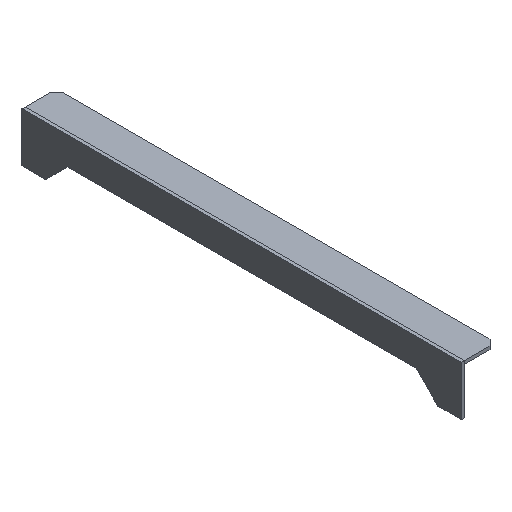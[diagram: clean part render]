
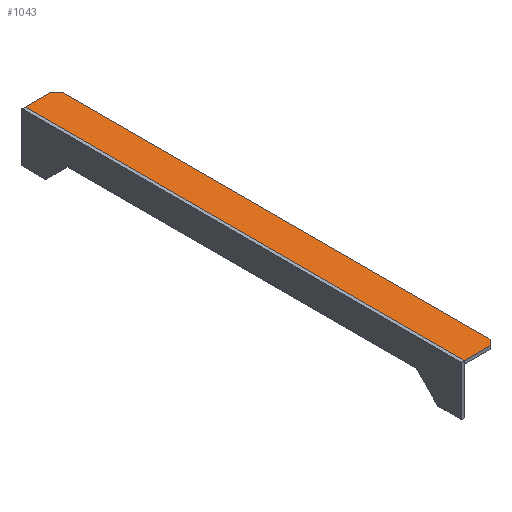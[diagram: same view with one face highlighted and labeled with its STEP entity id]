
A CAD part, isometric view. The second image highlights one B-rep face of the part: STEP entity #1043.
In plain terms, the highlighted planar face has unit normal (0, 0, 1).
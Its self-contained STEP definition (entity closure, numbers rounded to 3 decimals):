
#708 = PLANE('',#709);
#709 = AXIS2_PLACEMENT_3D('',#710,#711,#712);
#710 = CARTESIAN_POINT('',(-116.,799.,0.));
#711 = DIRECTION('',(0.,1.,0.));
#712 = DIRECTION('',(1.,0.,0.));
#733 = VERTEX_POINT('',#734);
#734 = CARTESIAN_POINT('',(-116.,799.,11.5));
#748 = PLANE('',#749);
#749 = AXIS2_PLACEMENT_3D('',#750,#751,#752);
#750 = CARTESIAN_POINT('',(-116.,-799.,0.));
#751 = DIRECTION('',(-1.,0.,0.));
#752 = DIRECTION('',(0.,1.,0.));
#760 = EDGE_CURVE('',#733,#761,#763,.T.);
#761 = VERTEX_POINT('',#762);
#762 = CARTESIAN_POINT('',(-23.5,799.,11.5));
#763 = SURFACE_CURVE('',#764,(#768,#775),.PCURVE_S1.);
#764 = LINE('',#765,#766);
#765 = CARTESIAN_POINT('',(-116.,799.,11.5));
#766 = VECTOR('',#767,1.);
#767 = DIRECTION('',(1.,0.,0.));
#768 = PCURVE('',#708,#769);
#769 = DEFINITIONAL_REPRESENTATION('',(#770),#774);
#770 = LINE('',#771,#772);
#771 = CARTESIAN_POINT('',(0.,-11.5));
#772 = VECTOR('',#773,1.);
#773 = DIRECTION('',(1.,0.));
#774 = ( GEOMETRIC_REPRESENTATION_CONTEXT(2) 
PARAMETRIC_REPRESENTATION_CONTEXT() REPRESENTATION_CONTEXT('2D SPACE',''
  ) );
#775 = PCURVE('',#776,#781);
#776 = PLANE('',#777);
#777 = AXIS2_PLACEMENT_3D('',#778,#779,#780);
#778 = CARTESIAN_POINT('',(-58.75,0.,11.5));
#779 = DIRECTION('',(-0.,-0.,-1.));
#780 = DIRECTION('',(-1.,0.,0.));
#781 = DEFINITIONAL_REPRESENTATION('',(#782),#786);
#782 = LINE('',#783,#784);
#783 = CARTESIAN_POINT('',(57.25,799.));
#784 = VECTOR('',#785,1.);
#785 = DIRECTION('',(-1.,0.));
#786 = ( GEOMETRIC_REPRESENTATION_CONTEXT(2) 
PARAMETRIC_REPRESENTATION_CONTEXT() REPRESENTATION_CONTEXT('2D SPACE',''
  ) );
#802 = PLANE('',#803);
#803 = AXIS2_PLACEMENT_3D('',#804,#805,#806);
#804 = CARTESIAN_POINT('',(-12.5,788.,0.));
#805 = DIRECTION('',(0.707,0.707,0.));
#806 = DIRECTION('',(0.,0.,1.));
#857 = PLANE('',#858);
#858 = AXIS2_PLACEMENT_3D('',#859,#860,#861);
#859 = CARTESIAN_POINT('',(-1.5,799.,0.));
#860 = DIRECTION('',(1.,0.,0.));
#861 = DIRECTION('',(0.,-1.,0.));
#885 = PLANE('',#886);
#886 = AXIS2_PLACEMENT_3D('',#887,#888,#889);
#887 = CARTESIAN_POINT('',(-12.5,-788.,0.));
#888 = DIRECTION('',(0.707,-0.707,0.));
#889 = DIRECTION('',(0.,0.,1.));
#913 = PLANE('',#914);
#914 = AXIS2_PLACEMENT_3D('',#915,#916,#917);
#915 = CARTESIAN_POINT('',(-1.5,-799.,0.));
#916 = DIRECTION('',(0.,-1.,0.));
#917 = DIRECTION('',(-1.,0.,0.));
#951 = EDGE_CURVE('',#761,#952,#954,.T.);
#952 = VERTEX_POINT('',#953);
#953 = CARTESIAN_POINT('',(-1.5,777.,11.5));
#954 = SURFACE_CURVE('',#955,(#959,#966),.PCURVE_S1.);
#955 = LINE('',#956,#957);
#956 = CARTESIAN_POINT('',(172.938,602.563,11.5));
#957 = VECTOR('',#958,1.);
#958 = DIRECTION('',(0.707,-0.707,0.));
#959 = PCURVE('',#802,#960);
#960 = DEFINITIONAL_REPRESENTATION('',(#961),#965);
#961 = LINE('',#962,#963);
#962 = CARTESIAN_POINT('',(11.5,262.248));
#963 = VECTOR('',#964,1.);
#964 = DIRECTION('',(0.,1.));
#965 = ( GEOMETRIC_REPRESENTATION_CONTEXT(2) 
PARAMETRIC_REPRESENTATION_CONTEXT() REPRESENTATION_CONTEXT('2D SPACE',''
  ) );
#966 = PCURVE('',#776,#967);
#967 = DEFINITIONAL_REPRESENTATION('',(#968),#972);
#968 = LINE('',#969,#970);
#969 = CARTESIAN_POINT('',(-231.688,602.563));
#970 = VECTOR('',#971,1.);
#971 = DIRECTION('',(-0.707,-0.707));
#972 = ( GEOMETRIC_REPRESENTATION_CONTEXT(2) 
PARAMETRIC_REPRESENTATION_CONTEXT() REPRESENTATION_CONTEXT('2D SPACE',''
  ) );
#999 = VERTEX_POINT('',#1000);
#1000 = CARTESIAN_POINT('',(-116.,-799.,11.5));
#1021 = EDGE_CURVE('',#999,#733,#1022,.T.);
#1022 = SURFACE_CURVE('',#1023,(#1027,#1034),.PCURVE_S1.);
#1023 = LINE('',#1024,#1025);
#1024 = CARTESIAN_POINT('',(-116.,-799.,11.5));
#1025 = VECTOR('',#1026,1.);
#1026 = DIRECTION('',(0.,1.,0.));
#1027 = PCURVE('',#748,#1028);
#1028 = DEFINITIONAL_REPRESENTATION('',(#1029),#1033);
#1029 = LINE('',#1030,#1031);
#1030 = CARTESIAN_POINT('',(0.,-11.5));
#1031 = VECTOR('',#1032,1.);
#1032 = DIRECTION('',(1.,0.));
#1033 = ( GEOMETRIC_REPRESENTATION_CONTEXT(2) 
PARAMETRIC_REPRESENTATION_CONTEXT() REPRESENTATION_CONTEXT('2D SPACE',''
  ) );
#1034 = PCURVE('',#776,#1035);
#1035 = DEFINITIONAL_REPRESENTATION('',(#1036),#1040);
#1036 = LINE('',#1037,#1038);
#1037 = CARTESIAN_POINT('',(57.25,-799.));
#1038 = VECTOR('',#1039,1.);
#1039 = DIRECTION('',(0.,1.));
#1040 = ( GEOMETRIC_REPRESENTATION_CONTEXT(2) 
PARAMETRIC_REPRESENTATION_CONTEXT() REPRESENTATION_CONTEXT('2D SPACE',''
  ) );
#1043 = ADVANCED_FACE('',(#1044),#776,.F.);
#1044 = FACE_BOUND('',#1045,.F.);
#1045 = EDGE_LOOP('',(#1046,#1047,#1048,#1071,#1094,#1115));
#1046 = ORIENTED_EDGE('',*,*,#760,.T.);
#1047 = ORIENTED_EDGE('',*,*,#951,.T.);
#1048 = ORIENTED_EDGE('',*,*,#1049,.T.);
#1049 = EDGE_CURVE('',#952,#1050,#1052,.T.);
#1050 = VERTEX_POINT('',#1051);
#1051 = CARTESIAN_POINT('',(-1.5,-777.,11.5));
#1052 = SURFACE_CURVE('',#1053,(#1057,#1064),.PCURVE_S1.);
#1053 = LINE('',#1054,#1055);
#1054 = CARTESIAN_POINT('',(-1.5,799.,11.5));
#1055 = VECTOR('',#1056,1.);
#1056 = DIRECTION('',(0.,-1.,0.));
#1057 = PCURVE('',#776,#1058);
#1058 = DEFINITIONAL_REPRESENTATION('',(#1059),#1063);
#1059 = LINE('',#1060,#1061);
#1060 = CARTESIAN_POINT('',(-57.25,799.));
#1061 = VECTOR('',#1062,1.);
#1062 = DIRECTION('',(0.,-1.));
#1063 = ( GEOMETRIC_REPRESENTATION_CONTEXT(2) 
PARAMETRIC_REPRESENTATION_CONTEXT() REPRESENTATION_CONTEXT('2D SPACE',''
  ) );
#1064 = PCURVE('',#857,#1065);
#1065 = DEFINITIONAL_REPRESENTATION('',(#1066),#1070);
#1066 = LINE('',#1067,#1068);
#1067 = CARTESIAN_POINT('',(0.,-11.5));
#1068 = VECTOR('',#1069,1.);
#1069 = DIRECTION('',(1.,0.));
#1070 = ( GEOMETRIC_REPRESENTATION_CONTEXT(2) 
PARAMETRIC_REPRESENTATION_CONTEXT() REPRESENTATION_CONTEXT('2D SPACE',''
  ) );
#1071 = ORIENTED_EDGE('',*,*,#1072,.T.);
#1072 = EDGE_CURVE('',#1050,#1073,#1075,.T.);
#1073 = VERTEX_POINT('',#1074);
#1074 = CARTESIAN_POINT('',(-23.5,-799.,11.5));
#1075 = SURFACE_CURVE('',#1076,(#1080,#1087),.PCURVE_S1.);
#1076 = LINE('',#1077,#1078);
#1077 = CARTESIAN_POINT('',(172.938,-602.563,11.5));
#1078 = VECTOR('',#1079,1.);
#1079 = DIRECTION('',(-0.707,-0.707,0.));
#1080 = PCURVE('',#776,#1081);
#1081 = DEFINITIONAL_REPRESENTATION('',(#1082),#1086);
#1082 = LINE('',#1083,#1084);
#1083 = CARTESIAN_POINT('',(-231.688,-602.563));
#1084 = VECTOR('',#1085,1.);
#1085 = DIRECTION('',(0.707,-0.707));
#1086 = ( GEOMETRIC_REPRESENTATION_CONTEXT(2) 
PARAMETRIC_REPRESENTATION_CONTEXT() REPRESENTATION_CONTEXT('2D SPACE',''
  ) );
#1087 = PCURVE('',#885,#1088);
#1088 = DEFINITIONAL_REPRESENTATION('',(#1089),#1093);
#1089 = LINE('',#1090,#1091);
#1090 = CARTESIAN_POINT('',(11.5,-262.248));
#1091 = VECTOR('',#1092,1.);
#1092 = DIRECTION('',(0.,1.));
#1093 = ( GEOMETRIC_REPRESENTATION_CONTEXT(2) 
PARAMETRIC_REPRESENTATION_CONTEXT() REPRESENTATION_CONTEXT('2D SPACE',''
  ) );
#1094 = ORIENTED_EDGE('',*,*,#1095,.T.);
#1095 = EDGE_CURVE('',#1073,#999,#1096,.T.);
#1096 = SURFACE_CURVE('',#1097,(#1101,#1108),.PCURVE_S1.);
#1097 = LINE('',#1098,#1099);
#1098 = CARTESIAN_POINT('',(-1.5,-799.,11.5));
#1099 = VECTOR('',#1100,1.);
#1100 = DIRECTION('',(-1.,0.,0.));
#1101 = PCURVE('',#776,#1102);
#1102 = DEFINITIONAL_REPRESENTATION('',(#1103),#1107);
#1103 = LINE('',#1104,#1105);
#1104 = CARTESIAN_POINT('',(-57.25,-799.));
#1105 = VECTOR('',#1106,1.);
#1106 = DIRECTION('',(1.,0.));
#1107 = ( GEOMETRIC_REPRESENTATION_CONTEXT(2) 
PARAMETRIC_REPRESENTATION_CONTEXT() REPRESENTATION_CONTEXT('2D SPACE',''
  ) );
#1108 = PCURVE('',#913,#1109);
#1109 = DEFINITIONAL_REPRESENTATION('',(#1110),#1114);
#1110 = LINE('',#1111,#1112);
#1111 = CARTESIAN_POINT('',(0.,-11.5));
#1112 = VECTOR('',#1113,1.);
#1113 = DIRECTION('',(1.,0.));
#1114 = ( GEOMETRIC_REPRESENTATION_CONTEXT(2) 
PARAMETRIC_REPRESENTATION_CONTEXT() REPRESENTATION_CONTEXT('2D SPACE',''
  ) );
#1115 = ORIENTED_EDGE('',*,*,#1021,.T.);
